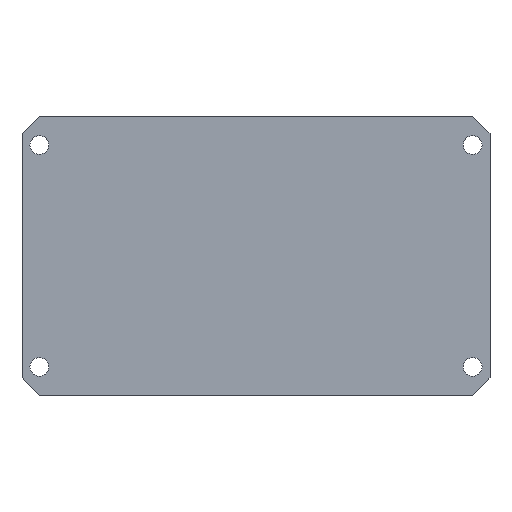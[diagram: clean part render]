
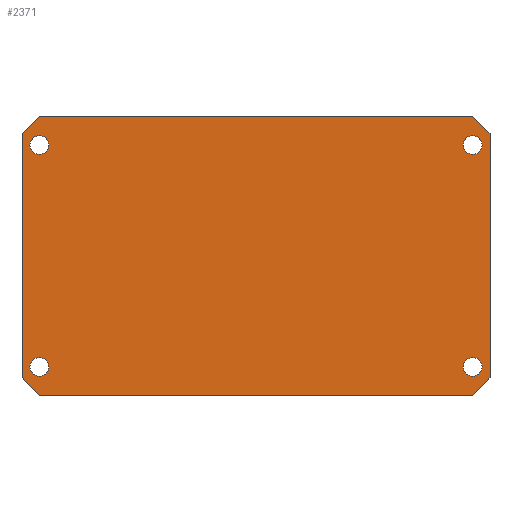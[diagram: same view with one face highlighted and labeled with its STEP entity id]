
A CAD part, top view. The second image highlights one B-rep face of the part: STEP entity #2371.
In plain terms, the highlighted planar face has unit normal (0, 0, 1).
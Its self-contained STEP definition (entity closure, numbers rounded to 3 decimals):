
#2371=ADVANCED_FACE('',(#8256,#8258,#8260,#8262,#8264),#8266,.T.);
#8256=FACE_BOUND('',#8257,.T.);
#8257=EDGE_LOOP('',(#13103,#13104,#13105,#13106,#13107,#13108,#13109,#13110));
#8258=FACE_BOUND('',#8259,.T.);
#8259=EDGE_LOOP('',(#13111));
#8260=FACE_BOUND('',#8261,.T.);
#8261=EDGE_LOOP('',(#13112));
#8262=FACE_BOUND('',#8263,.T.);
#8263=EDGE_LOOP('',(#13113));
#8264=FACE_BOUND('',#8265,.T.);
#8265=EDGE_LOOP('',(#13114));
#8266=PLANE('',#8267);
#8267=AXIS2_PLACEMENT_3D('',#8268,#8269,#8270);
#8268=CARTESIAN_POINT('',(0.,0.,10.15));
#8269=DIRECTION('',(0.,0.,1.));
#8270=DIRECTION('',(1.,0.,0.));
#13103=ORIENTED_EDGE('',*,*,#16636,.F.);
#13104=ORIENTED_EDGE('',*,*,#16637,.T.);
#13105=ORIENTED_EDGE('',*,*,#16638,.F.);
#13106=ORIENTED_EDGE('',*,*,#16639,.T.);
#13107=ORIENTED_EDGE('',*,*,#16219,.F.);
#13108=ORIENTED_EDGE('',*,*,#15513,.T.);
#13109=ORIENTED_EDGE('',*,*,#16635,.F.);
#13110=ORIENTED_EDGE('',*,*,#16640,.T.);
#13111=ORIENTED_EDGE('',*,*,#16641,.T.);
#13112=ORIENTED_EDGE('',*,*,#16642,.T.);
#13113=ORIENTED_EDGE('',*,*,#16643,.T.);
#13114=ORIENTED_EDGE('',*,*,#16644,.T.);
#15513=EDGE_CURVE('',#17565,#17577,#17579,.T.);
#16219=EDGE_CURVE('',#17565,#18740,#18743,.F.);
#16635=EDGE_CURVE('',#19567,#17577,#19569,.F.);
#16636=EDGE_CURVE('',#19570,#19571,#19572,.F.);
#16637=EDGE_CURVE('',#19570,#19573,#19574,.T.);
#16638=EDGE_CURVE('',#19575,#19573,#19576,.F.);
#16639=EDGE_CURVE('',#19575,#18740,#19577,.T.);
#16640=EDGE_CURVE('',#19567,#19571,#19578,.T.);
#16641=EDGE_CURVE('',#19579,#19579,#19580,.T.);
#16642=EDGE_CURVE('',#19581,#19581,#19582,.T.);
#16643=EDGE_CURVE('',#19583,#19583,#19584,.T.);
#16644=EDGE_CURVE('',#19585,#19585,#19586,.T.);
#17565=VERTEX_POINT('',#21039);
#17577=VERTEX_POINT('',#21063);
#17579=LINE('',#21067,#21068);
#18740=VERTEX_POINT('',#23836);
#18743=LINE('',#23843,#23844);
#19567=VERTEX_POINT('',#25620);
#19569=LINE('',#25624,#25625);
#19570=VERTEX_POINT('',#25627);
#19571=VERTEX_POINT('',#25628);
#19572=LINE('',#25629,#25630);
#19573=VERTEX_POINT('',#25632);
#19574=LINE('',#25633,#25634);
#19575=VERTEX_POINT('',#25636);
#19576=LINE('',#25637,#25638);
#19577=LINE('',#25640,#25641);
#19578=LINE('',#25643,#25644);
#19579=VERTEX_POINT('',#25646);
#19580=CIRCLE('',#25647,1.35);
#19581=VERTEX_POINT('',#25651);
#19582=CIRCLE('',#25652,1.35);
#19583=VERTEX_POINT('',#25656);
#19584=CIRCLE('',#25657,1.35);
#19585=VERTEX_POINT('',#25661);
#19586=CIRCLE('',#25662,1.35);
#21039=CARTESIAN_POINT('',(31.25,20.1,10.15));
#21063=CARTESIAN_POINT('',(-31.25,20.1,10.15));
#21067=CARTESIAN_POINT('',(31.25,20.1,10.15));
#21068=VECTOR('',#21069,1.);
#21069=DIRECTION('',(-1.,0.,0.));
#23836=CARTESIAN_POINT('',(33.75,17.6,10.15));
#23843=CARTESIAN_POINT('',(33.75,17.6,10.15));
#23844=VECTOR('',#23845,1.);
#23845=DIRECTION('',(-0.707,0.707,0.));
#25620=CARTESIAN_POINT('',(-33.75,17.6,10.15));
#25624=CARTESIAN_POINT('',(-31.25,20.1,10.15));
#25625=VECTOR('',#25626,1.);
#25626=DIRECTION('',(-0.707,-0.707,0.));
#25627=CARTESIAN_POINT('',(-31.25,-20.1,10.15));
#25628=CARTESIAN_POINT('',(-33.75,-17.6,10.15));
#25629=CARTESIAN_POINT('',(-33.75,-17.6,10.15));
#25630=VECTOR('',#25631,1.);
#25631=DIRECTION('',(0.707,-0.707,0.));
#25632=CARTESIAN_POINT('',(31.25,-20.1,10.15));
#25633=CARTESIAN_POINT('',(-31.25,-20.1,10.15));
#25634=VECTOR('',#25635,1.);
#25635=DIRECTION('',(1.,0.,0.));
#25636=CARTESIAN_POINT('',(33.75,-17.6,10.15));
#25637=CARTESIAN_POINT('',(31.25,-20.1,10.15));
#25638=VECTOR('',#25639,1.);
#25639=DIRECTION('',(0.707,0.707,0.));
#25640=CARTESIAN_POINT('',(33.75,-17.6,10.15));
#25641=VECTOR('',#25642,1.);
#25642=DIRECTION('',(0.,1.,0.));
#25643=CARTESIAN_POINT('',(-33.75,17.6,10.15));
#25644=VECTOR('',#25645,1.);
#25645=DIRECTION('',(0.,-1.,0.));
#25646=CARTESIAN_POINT('',(29.9,16.,10.15));
#25647=AXIS2_PLACEMENT_3D('',#25648,#25649,#25650);
#25648=CARTESIAN_POINT('',(31.25,16.,10.15));
#25649=DIRECTION('',(-0.,-0.,-1.));
#25650=DIRECTION('',(-1.,0.,0.));
#25651=CARTESIAN_POINT('',(-32.6,-16.,10.15));
#25652=AXIS2_PLACEMENT_3D('',#25653,#25654,#25655);
#25653=CARTESIAN_POINT('',(-31.25,-16.,10.15));
#25654=DIRECTION('',(-0.,-0.,-1.));
#25655=DIRECTION('',(-1.,0.,0.));
#25656=CARTESIAN_POINT('',(-32.6,16.,10.15));
#25657=AXIS2_PLACEMENT_3D('',#25658,#25659,#25660);
#25658=CARTESIAN_POINT('',(-31.25,16.,10.15));
#25659=DIRECTION('',(-0.,-0.,-1.));
#25660=DIRECTION('',(-1.,0.,0.));
#25661=CARTESIAN_POINT('',(29.9,-16.,10.15));
#25662=AXIS2_PLACEMENT_3D('',#25663,#25664,#25665);
#25663=CARTESIAN_POINT('',(31.25,-16.,10.15));
#25664=DIRECTION('',(-0.,-0.,-1.));
#25665=DIRECTION('',(-1.,0.,0.));
